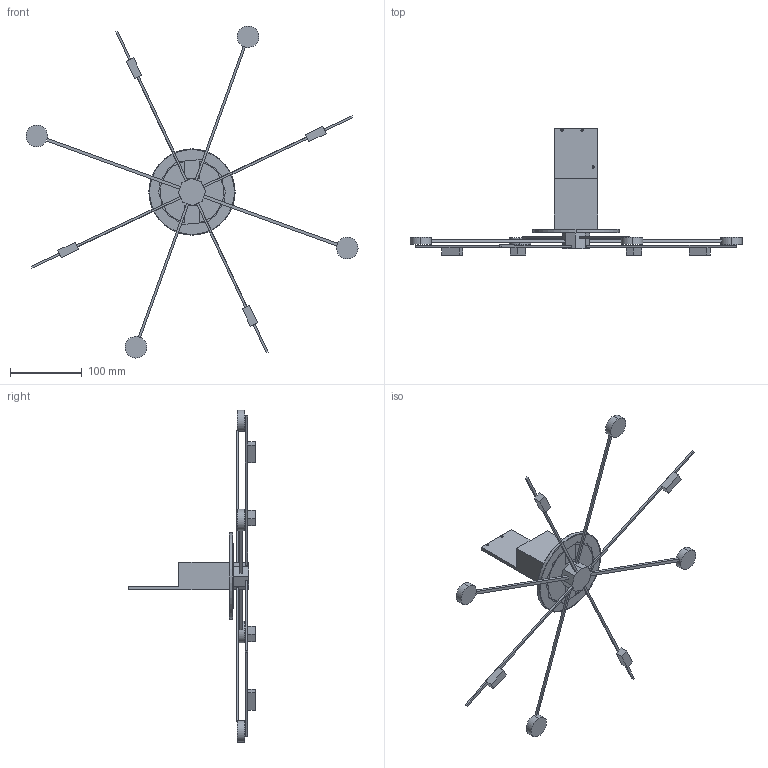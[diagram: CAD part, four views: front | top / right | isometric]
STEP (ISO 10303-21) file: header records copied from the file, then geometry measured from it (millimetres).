
FILE_DESCRIPTION (( 'STEP AP203' ), '1' );
FILE_NAME ('Base pila2.0_Predeterminado_sldprt.STEP', '2022-12-13T23:46:17', ( '' ), ( '' ), 'SwSTEP 2.0', 'SolidWorks 2022', '' );
FILE_SCHEMA (( 'CONFIG_CONTROL_DESIGN' ));
Length unit declared in the file: millimetre
Products named in the file (1): Base pila2.0_Predeterminado_sldprt
Bounding box: 461.66 x 176.4 x 461.66 mm (x, y, z)
Volume: 194708.8 mm3; surface area: 101281.2 mm2
Topology: 5 solids, 5 shells, 144 faces, 350 edges, 228 vertices
Faces by surface type: plane 126, cylinder 18
Entity records: 4223 total; most frequent: CARTESIAN_POINT 723, ORIENTED_EDGE 700, DIRECTION 676, EDGE_CURVE 350, LINE 314, VECTOR 314, VERTEX_POINT 228, AXIS2_PLACEMENT_3D 181
